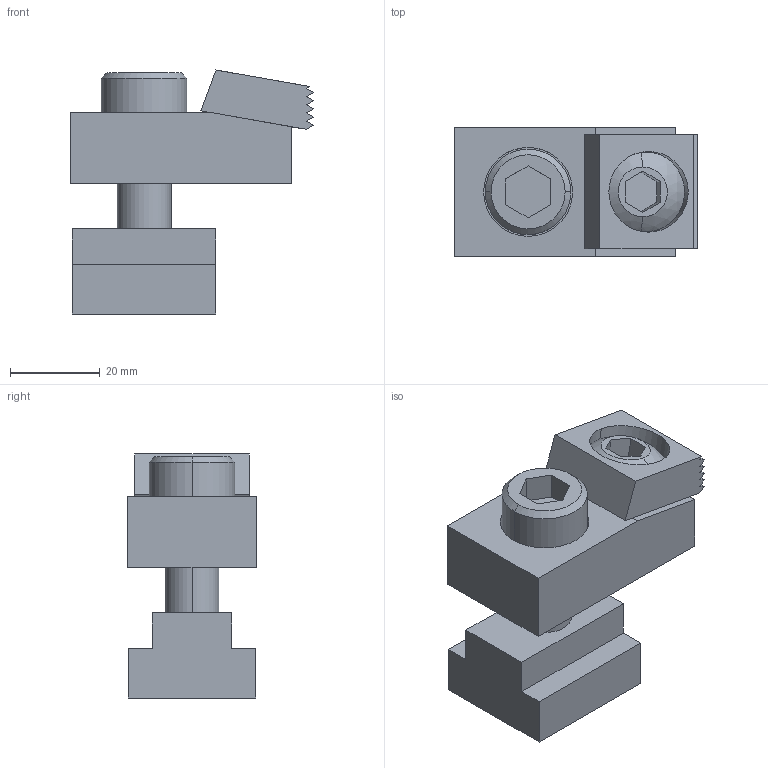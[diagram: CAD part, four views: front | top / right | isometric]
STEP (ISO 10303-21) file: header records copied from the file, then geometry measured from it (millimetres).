
FILE_DESCRIPTION (( 'STEP AP203' ), '1' );
FILE_NAME ('mbtc18.STEP', '2021-10-26T02:40:46', ( '' ), ( '' ), 'SwSTEP 2.0', 'SolidWorks 2020', '' );
FILE_SCHEMA (( 'CONFIG_CONTROL_DESIGN' ));
Length unit declared in the file: millimetre
Products named in the file (6): mbtc18_01; mbtc18; mbtc18_04; mbtc18_05; mbtc18_02; mbtc18_03
Assembly tree (5 placements, depth 2):
  mbtc18
    mbtc18_01
    mbtc18_02
    mbtc18_03
    mbtc18_04
    mbtc18_05
Bounding box: 54.03 x 28.57 x 54.36 mm (x, y, z)
Volume: 42533.7 mm3; surface area: 16974.2 mm2
Topology: 5 solids, 5 shells, 83 faces, 195 edges, 128 vertices
Faces by surface type: plane 55, cylinder 20, cone 6, sphere 2
Entity records: 3104 total; most frequent: CARTESIAN_POINT 517, DIRECTION 417, ORIENTED_EDGE 390, EDGE_CURVE 195, LINE 143, VECTOR 143, AXIS2_PLACEMENT_3D 137, VERTEX_POINT 128
